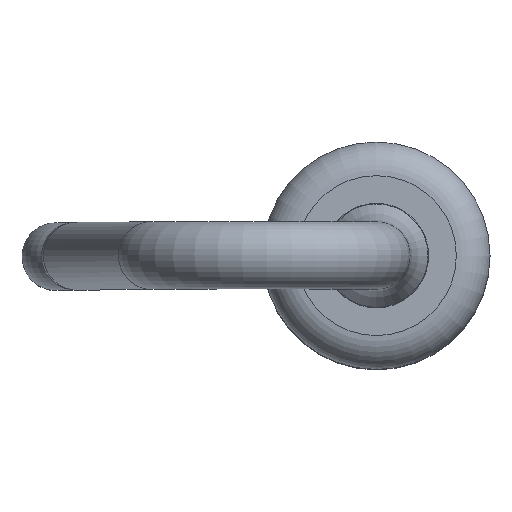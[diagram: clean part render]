
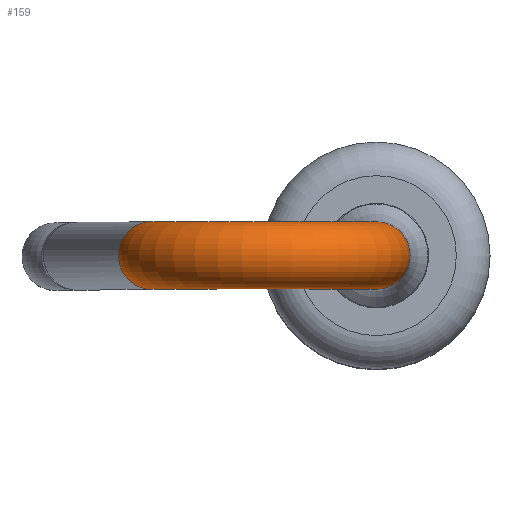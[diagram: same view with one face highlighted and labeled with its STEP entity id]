
A CAD part, top view. The second image highlights one B-rep face of the part: STEP entity #159.
In plain terms, the highlighted toroidal (fillet/blend) face has major radius 1.35 mm and minor radius 0.4 mm.
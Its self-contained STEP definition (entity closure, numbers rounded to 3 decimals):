
#159=ADVANCED_FACE('',(#360,#362),#364,.T.);
#360=FACE_BOUND('',#361,.T.);
#361=EDGE_LOOP('',(#495,#496));
#362=FACE_OUTER_BOUND('',#363,.T.);
#363=EDGE_LOOP('',(#497));
#364=TOROIDAL_SURFACE('',#365,1.35,0.4);
#365=AXIS2_PLACEMENT_3D('',#366,#367,#368);
#366=CARTESIAN_POINT('',(0.555,0.,6.65));
#367=DIRECTION('',(0.,-1.,-0.));
#368=DIRECTION('',(1.,0.,0.));
#495=ORIENTED_EDGE('',*,*,#530,.F.);
#496=ORIENTED_EDGE('',*,*,#531,.F.);
#497=ORIENTED_EDGE('',*,*,#532,.F.);
#530=EDGE_CURVE('',#559,#560,#561,.T.);
#531=EDGE_CURVE('',#560,#559,#562,.T.);
#532=EDGE_CURVE('',#563,#563,#564,.T.);
#559=VERTEX_POINT('',#625);
#560=VERTEX_POINT('',#626);
#561=CIRCLE('',#627,0.4);
#562=CIRCLE('',#631,0.4);
#563=VERTEX_POINT('',#635);
#564=CIRCLE('',#636,0.4);
#625=CARTESIAN_POINT('',(1.505,0.,6.65));
#626=CARTESIAN_POINT('',(2.305,0.,6.65));
#627=AXIS2_PLACEMENT_3D('',#628,#629,#630);
#628=CARTESIAN_POINT('',(1.905,0.,6.65));
#629=DIRECTION('',(0.,0.,-1.));
#630=DIRECTION('',(-1.,0.,0.));
#631=AXIS2_PLACEMENT_3D('',#632,#633,#634);
#632=CARTESIAN_POINT('',(1.905,0.,6.65));
#633=DIRECTION('',(0.,0.,-1.));
#634=DIRECTION('',(1.,0.,0.));
#635=CARTESIAN_POINT('',(-1.161,0.,6.994));
#636=AXIS2_PLACEMENT_3D('',#637,#638,#639);
#637=CARTESIAN_POINT('',(-0.769,0.,6.915));
#638=DIRECTION('',(-0.197,-0.,-0.98));
#639=DIRECTION('',(-0.98,0.,0.197));
